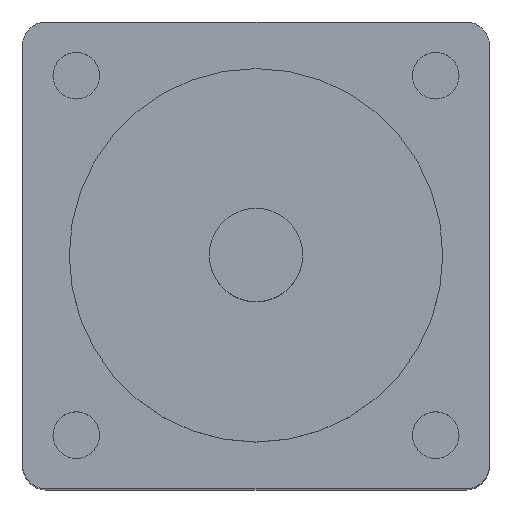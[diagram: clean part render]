
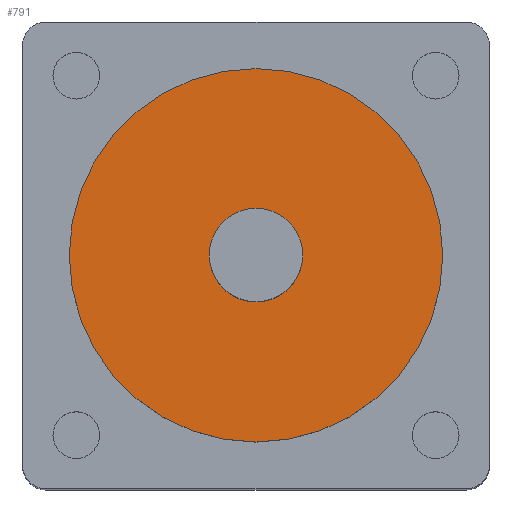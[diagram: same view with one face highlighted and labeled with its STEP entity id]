
A CAD part, top view. The second image highlights one B-rep face of the part: STEP entity #791.
In plain terms, the highlighted planar face has unit normal (0, 0, 1).
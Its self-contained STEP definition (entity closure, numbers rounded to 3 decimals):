
#7 = CARTESIAN_POINT ( 'NONE',  ( 0., 0., 31.8 ) ) ;
#31 = EDGE_LOOP ( 'NONE', ( #823, #189 ) ) ;
#43 = CARTESIAN_POINT ( 'NONE',  ( 2., 0., 31.8 ) ) ;
#45 = ORIENTED_EDGE ( 'NONE', *, *, #288, .F. ) ;
#75 = AXIS2_PLACEMENT_3D ( 'NONE', #214, #551, #663 ) ;
#154 = EDGE_LOOP ( 'NONE', ( #298, #45 ) ) ;
#189 = ORIENTED_EDGE ( 'NONE', *, *, #374, .T. ) ;
#196 = CIRCLE ( 'NONE', #685, 8. ) ;
#214 = CARTESIAN_POINT ( 'NONE',  ( 0., 0., 31.8 ) ) ;
#242 = EDGE_CURVE ( 'NONE', #826, #304, #196, .T. ) ;
#259 = CARTESIAN_POINT ( 'NONE',  ( 0., 0., 31.8 ) ) ;
#277 = CARTESIAN_POINT ( 'NONE',  ( 0., 0., 31.8 ) ) ;
#288 = EDGE_CURVE ( 'NONE', #459, #570, #848, .T. ) ;
#296 = DIRECTION ( 'NONE',  ( 1., 0., 0. ) ) ;
#298 = ORIENTED_EDGE ( 'NONE', *, *, #780, .F. ) ;
#304 = VERTEX_POINT ( 'NONE', #799 ) ;
#331 = DIRECTION ( 'NONE',  ( 0., 0., 1. ) ) ;
#349 = DIRECTION ( 'NONE',  ( 1., 0., 0. ) ) ;
#363 = CARTESIAN_POINT ( 'NONE',  ( 0., 0., 31.8 ) ) ;
#374 = EDGE_CURVE ( 'NONE', #304, #826, #722, .T. ) ;
#396 = AXIS2_PLACEMENT_3D ( 'NONE', #7, #331, #349 ) ;
#400 = FACE_OUTER_BOUND ( 'NONE', #31, .T. ) ;
#410 = PLANE ( 'NONE',  #451 ) ;
#451 = AXIS2_PLACEMENT_3D ( 'NONE', #259, #729, #540 ) ;
#459 = VERTEX_POINT ( 'NONE', #43 ) ;
#464 = DIRECTION ( 'NONE',  ( 0., 0., 1. ) ) ;
#467 = AXIS2_PLACEMENT_3D ( 'NONE', #277, #464, #536 ) ;
#536 = DIRECTION ( 'NONE',  ( 1., 0., 0. ) ) ;
#540 = DIRECTION ( 'NONE',  ( 1., 0., 0. ) ) ;
#551 = DIRECTION ( 'NONE',  ( 0., 0., 1. ) ) ;
#570 = VERTEX_POINT ( 'NONE', #715 ) ;
#596 = FACE_BOUND ( 'NONE', #154, .T. ) ;
#626 = DIRECTION ( 'NONE',  ( 0., 0., 1. ) ) ;
#663 = DIRECTION ( 'NONE',  ( 1., 0., 0. ) ) ;
#685 = AXIS2_PLACEMENT_3D ( 'NONE', #363, #626, #296 ) ;
#715 = CARTESIAN_POINT ( 'NONE',  ( -2., 0., 31.8 ) ) ;
#722 = CIRCLE ( 'NONE', #396, 8. ) ;
#729 = DIRECTION ( 'NONE',  ( 0., 0., 1. ) ) ;
#780 = EDGE_CURVE ( 'NONE', #570, #459, #815, .T. ) ;
#791 = ADVANCED_FACE ( 'NONE', ( #596, #400 ), #410, .T. ) ;
#799 = CARTESIAN_POINT ( 'NONE',  ( 8., 0., 31.8 ) ) ;
#815 = CIRCLE ( 'NONE', #467, 2. ) ;
#823 = ORIENTED_EDGE ( 'NONE', *, *, #242, .T. ) ;
#826 = VERTEX_POINT ( 'NONE', #857 ) ;
#848 = CIRCLE ( 'NONE', #75, 2. ) ;
#857 = CARTESIAN_POINT ( 'NONE',  ( -8., 0., 31.8 ) ) ;
